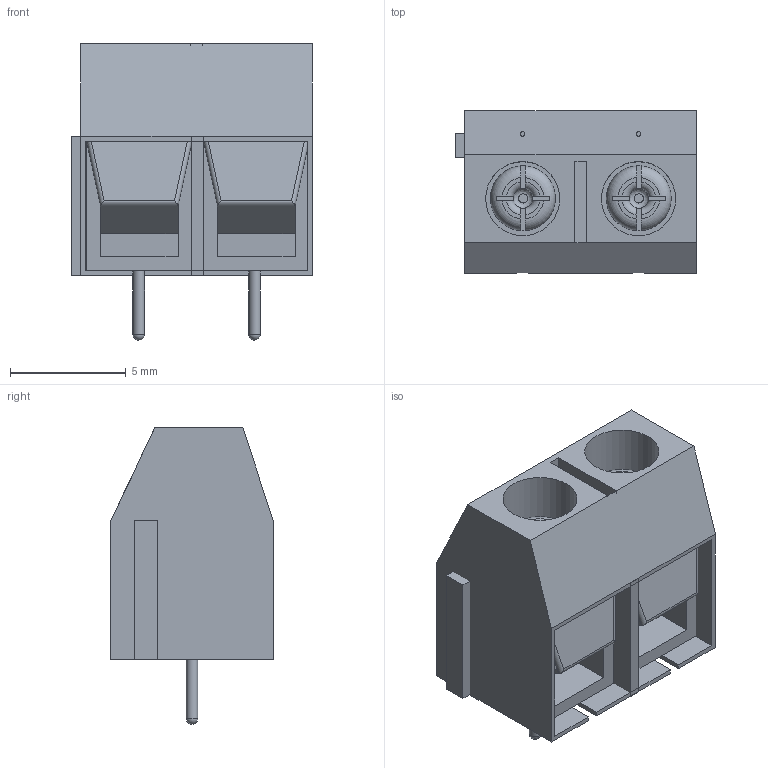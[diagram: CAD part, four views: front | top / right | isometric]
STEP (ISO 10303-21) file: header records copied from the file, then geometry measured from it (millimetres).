
FILE_DESCRIPTION(/* description */ (''),/* implementation_level */ '2;1');
FILE_NAME(/* name */ 'ak500 - 2.step',/* time_stamp */ '2019-11-13T23:29:25+01:00',/* author */ (''),/* organization */ (''),/* preprocessor_version */ 'ST-DEVELOPER v18',/* originating_system */ 'Autodesk Translation Framework v8.9.1.1155',/* authorisation */ '');
FILE_SCHEMA (('AUTOMOTIVE_DESIGN { 1 0 10303 214 3 1 1 }'));
Length unit declared in the file: millimetre
Products named in the file (1): ak500/2
Bounding box: 10.4 x 7 x 12.8 mm (x, y, z)
Volume: 461.8 mm3; surface area: 1305.5 mm2
Topology: 11 solids, 11 shells, 169 faces, 431 edges, 282 vertices
Faces by surface type: plane 137, cylinder 16, torus 12, sphere 2, bspline 2
Full cylindrical faces by diameter (mm): 0.2 x2, 0.5 x2, 0.849 x2, 2.8 x2, 3.2 x2
Entity records: 5348 total; most frequent: CARTESIAN_POINT 1209, ORIENTED_EDGE 858, DIRECTION 813, EDGE_CURVE 429, LINE 309, VECTOR 309, VERTEX_POINT 282, AXIS2_PLACEMENT_3D 252
